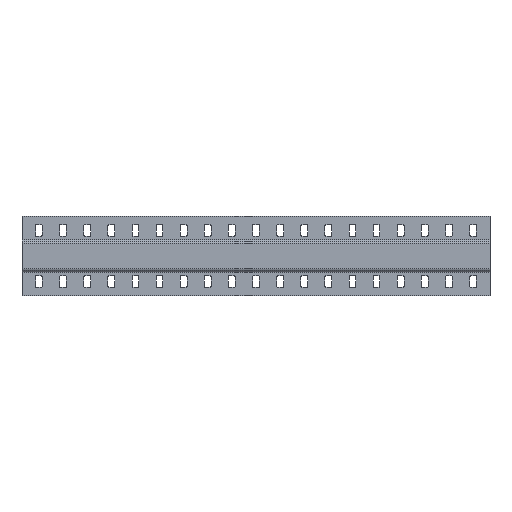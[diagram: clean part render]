
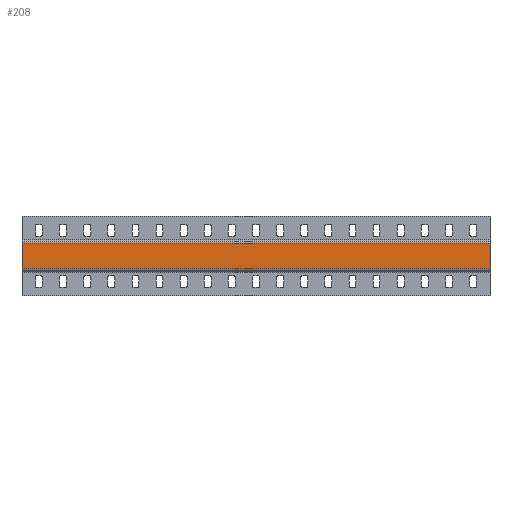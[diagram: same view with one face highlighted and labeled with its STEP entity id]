
A CAD part, top view. The second image highlights one B-rep face of the part: STEP entity #208.
In plain terms, the highlighted planar face has unit normal (0, 0, 1).
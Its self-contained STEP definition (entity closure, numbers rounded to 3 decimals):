
#204 = EDGE_CURVE ( 'NONE', #6143, #10195, #8404, .T. ) ;
#208 = ADVANCED_FACE ( 'NONE', ( #3926 ), #5121, .T. ) ;
#404 = VECTOR ( 'NONE', #7900, 1000. ) ;
#874 = CARTESIAN_POINT ( 'NONE',  ( 242.5, 13.086, 4. ) ) ;
#974 = CARTESIAN_POINT ( 'NONE',  ( 242.5, -13.5, 4. ) ) ;
#1225 = CARTESIAN_POINT ( 'NONE',  ( 242.5, -13.5, 4. ) ) ;
#1294 = EDGE_CURVE ( 'NONE', #4966, #8040, #9142, .T. ) ;
#1701 = DIRECTION ( 'NONE',  ( -1., 0., 0. ) ) ;
#2101 = DIRECTION ( 'NONE',  ( 0., 1., 0. ) ) ;
#2395 = EDGE_CURVE ( 'NONE', #4966, #6143, #9676, .T. ) ;
#2750 = LINE ( 'NONE', #10517, #404 ) ;
#3177 = EDGE_CURVE ( 'NONE', #8040, #10195, #2750, .T. ) ;
#3926 = FACE_OUTER_BOUND ( 'NONE', #6799, .T. ) ;
#4596 = AXIS2_PLACEMENT_3D ( 'NONE', #974, #5081, #4646 ) ;
#4646 = DIRECTION ( 'NONE',  ( 0., -1., 0. ) ) ;
#4756 = ORIENTED_EDGE ( 'NONE', *, *, #2395, .T. ) ;
#4924 = VECTOR ( 'NONE', #2101, 1000. ) ;
#4966 = VERTEX_POINT ( 'NONE', #7147 ) ;
#4967 = CARTESIAN_POINT ( 'NONE',  ( 242.5, 13.086, 4. ) ) ;
#5081 = DIRECTION ( 'NONE',  ( 0., 0., 1. ) ) ;
#5121 = PLANE ( 'NONE',  #4596 ) ;
#5152 = DIRECTION ( 'NONE',  ( -1., 0., 0. ) ) ;
#6022 = VECTOR ( 'NONE', #5152, 1000. ) ;
#6143 = VERTEX_POINT ( 'NONE', #874 ) ;
#6799 = EDGE_LOOP ( 'NONE', ( #8885, #11053, #4756, #7198 ) ) ;
#6940 = CARTESIAN_POINT ( 'NONE',  ( -242.5, -13.086, 4. ) ) ;
#7147 = CARTESIAN_POINT ( 'NONE',  ( 242.5, -13.086, 4. ) ) ;
#7198 = ORIENTED_EDGE ( 'NONE', *, *, #204, .T. ) ;
#7763 = CARTESIAN_POINT ( 'NONE',  ( -242.5, 13.086, 4. ) ) ;
#7900 = DIRECTION ( 'NONE',  ( 0., 1., 0. ) ) ;
#8040 = VERTEX_POINT ( 'NONE', #6940 ) ;
#8404 = LINE ( 'NONE', #4967, #6022 ) ;
#8885 = ORIENTED_EDGE ( 'NONE', *, *, #3177, .F. ) ;
#9142 = LINE ( 'NONE', #11426, #11440 ) ;
#9676 = LINE ( 'NONE', #1225, #4924 ) ;
#10195 = VERTEX_POINT ( 'NONE', #7763 ) ;
#10517 = CARTESIAN_POINT ( 'NONE',  ( -242.5, -13.5, 4. ) ) ;
#11053 = ORIENTED_EDGE ( 'NONE', *, *, #1294, .F. ) ;
#11426 = CARTESIAN_POINT ( 'NONE',  ( 242.5, -13.086, 4. ) ) ;
#11440 = VECTOR ( 'NONE', #1701, 1000. ) ;
